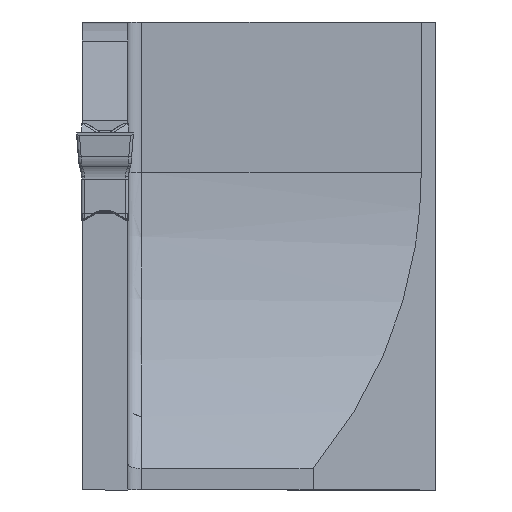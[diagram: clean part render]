
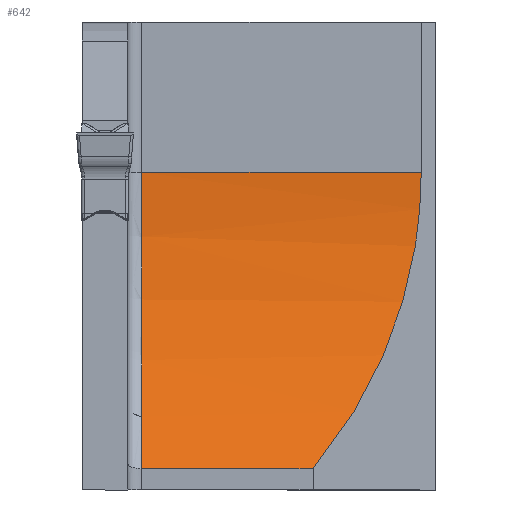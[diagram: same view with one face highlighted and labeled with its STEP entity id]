
A CAD part, front view. The second image highlights one B-rep face of the part: STEP entity #642.
In plain terms, the highlighted cylindrical face has radius 32.436 mm (diameter 64.872 mm), a partial arc.
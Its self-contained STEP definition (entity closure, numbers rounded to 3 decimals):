
#560=CYLINDRICAL_SURFACE('',#4679,32.436);
#622=ELLIPSE('',#4666,45.872,32.436);
#642=ADVANCED_FACE('',(#1000),#560,.F.);
#1000=FACE_OUTER_BOUND('',#1292,.T.);
#1292=EDGE_LOOP('',(#1796,#1797,#1798,#1799));
#1575=CIRCLE('',#4678,32.436);
#1796=ORIENTED_EDGE('',*,*,#3541,.F.);
#1797=ORIENTED_EDGE('',*,*,#3573,.T.);
#1798=ORIENTED_EDGE('',*,*,#3571,.F.);
#1799=ORIENTED_EDGE('',*,*,#3552,.T.);
#3131=VERTEX_POINT('',#5782);
#3132=VERTEX_POINT('',#5784);
#3140=VERTEX_POINT('',#5806);
#3149=VERTEX_POINT('',#5842);
#3541=EDGE_CURVE('',#3131,#3132,#4237,.T.);
#3552=EDGE_CURVE('',#3140,#3132,#622,.T.);
#3571=EDGE_CURVE('',#3140,#3149,#4263,.T.);
#3573=EDGE_CURVE('',#3131,#3149,#1575,.T.);
#4237=LINE('',#5783,#4451);
#4263=LINE('',#5841,#4477);
#4451=VECTOR('',#4971,1.);
#4477=VECTOR('',#5027,1.);
#4666=AXIS2_PLACEMENT_3D('',#5805,#4989,#4990);
#4678=AXIS2_PLACEMENT_3D('',#5845,#5031,#5032);
#4679=AXIS2_PLACEMENT_3D('',#5846,#5033,#5034);
#4971=DIRECTION('',(1.,0.,0.));
#4989=DIRECTION('',(0.707,-0.707,0.));
#4990=DIRECTION('',(0.707,0.707,0.));
#5027=DIRECTION('',(-1.,0.,0.));
#5031=DIRECTION('',(-1.,0.,0.));
#5032=DIRECTION('',(0.,-1.,0.));
#5033=DIRECTION('',(1.,0.,0.));
#5034=DIRECTION('',(0.,0.,1.));
#5782=CARTESIAN_POINT('',(-20.7,-125.,22.4));
#5783=CARTESIAN_POINT('',(-25.63,-125.,22.4));
#5784=CARTESIAN_POINT('',(-1.,-125.,22.4));
#5805=CARTESIAN_POINT('',(-33.436,-157.436,22.4));
#5806=CARTESIAN_POINT('',(-8.631,-132.631,1.5));
#5841=CARTESIAN_POINT('',(-25.63,-132.631,1.5));
#5842=CARTESIAN_POINT('',(-20.7,-132.631,1.5));
#5845=CARTESIAN_POINT('',(-20.7,-157.436,22.4));
#5846=CARTESIAN_POINT('',(-25.63,-157.436,22.4));
